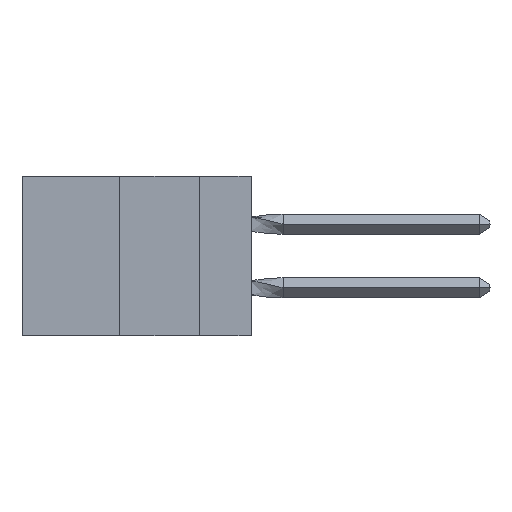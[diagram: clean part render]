
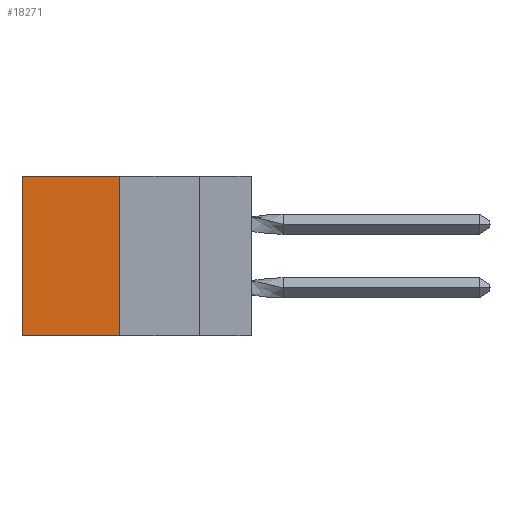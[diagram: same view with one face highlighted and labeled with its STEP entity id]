
A CAD part, left-side view. The second image highlights one B-rep face of the part: STEP entity #18271.
In plain terms, the highlighted planar face has unit normal (-1, 0, 0).
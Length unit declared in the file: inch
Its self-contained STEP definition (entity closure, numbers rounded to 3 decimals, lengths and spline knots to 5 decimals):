
#2651 = LINE ( 'NONE', #13115, #19719 ) ;
#3992 = ORIENTED_EDGE ( 'NONE', *, *, #18229, .T. ) ;
#4176 = LINE ( 'NONE', #17643, #14166 ) ;
#4284 = ORIENTED_EDGE ( 'NONE', *, *, #5104, .F. ) ;
#5104 = EDGE_CURVE ( 'NONE', #14565, #13670, #11050, .T. ) ;
#6329 = DIRECTION ( 'NONE',  ( 1., 0., 0. ) ) ;
#6624 = VECTOR ( 'NONE', #14436, 39.37008 ) ;
#6996 = ORIENTED_EDGE ( 'NONE', *, *, #18669, .F. ) ;
#7700 = LINE ( 'NONE', #19861, #15062 ) ;
#7708 = VERTEX_POINT ( 'NONE', #20706 ) ;
#8517 = ORIENTED_EDGE ( 'NONE', *, *, #19915, .T. ) ;
#10204 = AXIS2_PLACEMENT_3D ( 'NONE', #21619, #6329, #14976 ) ;
#11050 = LINE ( 'NONE', #19393, #6624 ) ;
#11532 = DIRECTION ( 'NONE',  ( 0., 1., 0. ) ) ;
#12389 = VERTEX_POINT ( 'NONE', #19029 ) ;
#13115 = CARTESIAN_POINT ( 'NONE',  ( 0.305, 0.413, -0.5 ) ) ;
#13670 = VERTEX_POINT ( 'NONE', #16315 ) ;
#14166 = VECTOR ( 'NONE', #19242, 39.37008 ) ;
#14436 = DIRECTION ( 'NONE',  ( 0., 0., -1. ) ) ;
#14565 = VERTEX_POINT ( 'NONE', #17025 ) ;
#14874 = DIRECTION ( 'NONE',  ( 0., 1., 0. ) ) ;
#14976 = DIRECTION ( 'NONE',  ( 0., 0., -1. ) ) ;
#15062 = VECTOR ( 'NONE', #11532, 39.37008 ) ;
#15257 = EDGE_LOOP ( 'NONE', ( #8517, #6996, #4284, #3992 ) ) ;
#16315 = CARTESIAN_POINT ( 'NONE',  ( 0.305, 0.413, -0.5 ) ) ;
#17025 = CARTESIAN_POINT ( 'NONE',  ( 0.305, 0.413, 0. ) ) ;
#17158 = FACE_OUTER_BOUND ( 'NONE', #15257, .T. ) ;
#17643 = CARTESIAN_POINT ( 'NONE',  ( 0.305, 0.72, -0.5 ) ) ;
#18229 = EDGE_CURVE ( 'NONE', #14565, #7708, #7700, .T. ) ;
#18271 = ADVANCED_FACE ( 'NONE', ( #17158 ), #19938, .F. ) ;
#18669 = EDGE_CURVE ( 'NONE', #13670, #12389, #2651, .T. ) ;
#19029 = CARTESIAN_POINT ( 'NONE',  ( 0.305, 0.72, -0.5 ) ) ;
#19242 = DIRECTION ( 'NONE',  ( 0., 0., -1. ) ) ;
#19393 = CARTESIAN_POINT ( 'NONE',  ( 0.305, 0.413, -0.5 ) ) ;
#19719 = VECTOR ( 'NONE', #14874, 39.37008 ) ;
#19861 = CARTESIAN_POINT ( 'NONE',  ( 0.305, 0.413, 0. ) ) ;
#19915 = EDGE_CURVE ( 'NONE', #7708, #12389, #4176, .T. ) ;
#19938 = PLANE ( 'NONE',  #10204 ) ;
#20706 = CARTESIAN_POINT ( 'NONE',  ( 0.305, 0.72, 0. ) ) ;
#21619 = CARTESIAN_POINT ( 'NONE',  ( 0.305, 0.413, -0.5 ) ) ;
